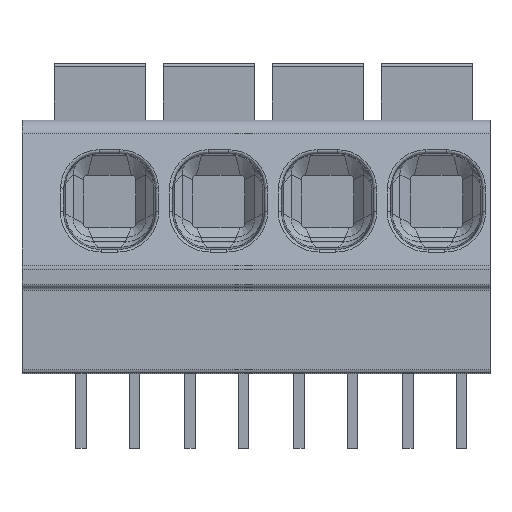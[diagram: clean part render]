
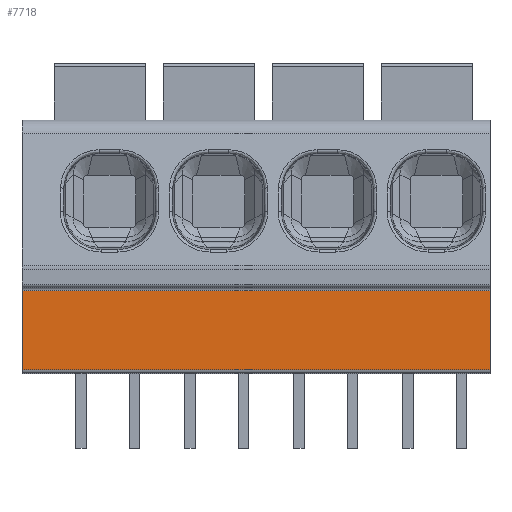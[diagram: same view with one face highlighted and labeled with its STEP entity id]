
A CAD part, top view. The second image highlights one B-rep face of the part: STEP entity #7718.
In plain terms, the highlighted planar face has unit normal (0, 0, 1).
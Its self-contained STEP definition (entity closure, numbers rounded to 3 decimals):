
#272=DIRECTION('',(0.,-1.,0.));
#273=VECTOR('',#272,3.7);
#274=CARTESIAN_POINT('',(-10.91,-4.6,-1.2));
#275=LINE('',#274,#273);
#761=DIRECTION('',(0.,-1.,0.));
#762=VECTOR('',#761,3.7);
#763=CARTESIAN_POINT('',(10.91,-4.6,-1.2));
#764=LINE('',#763,#762);
#898=DIRECTION('',(1.,0.,0.));
#899=VECTOR('',#898,21.82);
#900=CARTESIAN_POINT('',(-10.91,-8.3,-1.2));
#901=LINE('',#900,#899);
#902=DIRECTION('',(1.,0.,0.));
#903=VECTOR('',#902,21.82);
#904=CARTESIAN_POINT('',(-10.91,-4.6,-1.2));
#905=LINE('',#904,#903);
#5709=CARTESIAN_POINT('',(-10.91,-4.6,-1.2));
#5710=VERTEX_POINT('',#5709);
#5711=CARTESIAN_POINT('',(-10.91,-8.3,-1.2));
#5712=VERTEX_POINT('',#5711);
#5749=CARTESIAN_POINT('',(10.91,-4.6,-1.2));
#5750=VERTEX_POINT('',#5749);
#5751=CARTESIAN_POINT('',(10.91,-8.3,-1.2));
#5752=VERTEX_POINT('',#5751);
#7706=CARTESIAN_POINT('',(-10.91,-4.6,-1.2));
#7707=DIRECTION('',(0.,0.,1.));
#7708=DIRECTION('',(0.,-1.,0.));
#7709=AXIS2_PLACEMENT_3D('',#7706,#7707,#7708);
#7710=PLANE('',#7709);
#7711=ORIENTED_EDGE('',*,*,#6848,.F.);
#7713=ORIENTED_EDGE('',*,*,#7712,.T.);
#7714=ORIENTED_EDGE('',*,*,#7631,.T.);
#7715=ORIENTED_EDGE('',*,*,#7699,.F.);
#7716=EDGE_LOOP('',(#7711,#7713,#7714,#7715));
#7717=FACE_OUTER_BOUND('',#7716,.F.);
#6848=EDGE_CURVE('',#5710,#5712,#275,.T.);
#7631=EDGE_CURVE('',#5750,#5752,#764,.T.);
#7699=EDGE_CURVE('',#5712,#5752,#901,.T.);
#7712=EDGE_CURVE('',#5710,#5750,#905,.T.);
#7718=ADVANCED_FACE('',(#7717),#7710,.T.);
